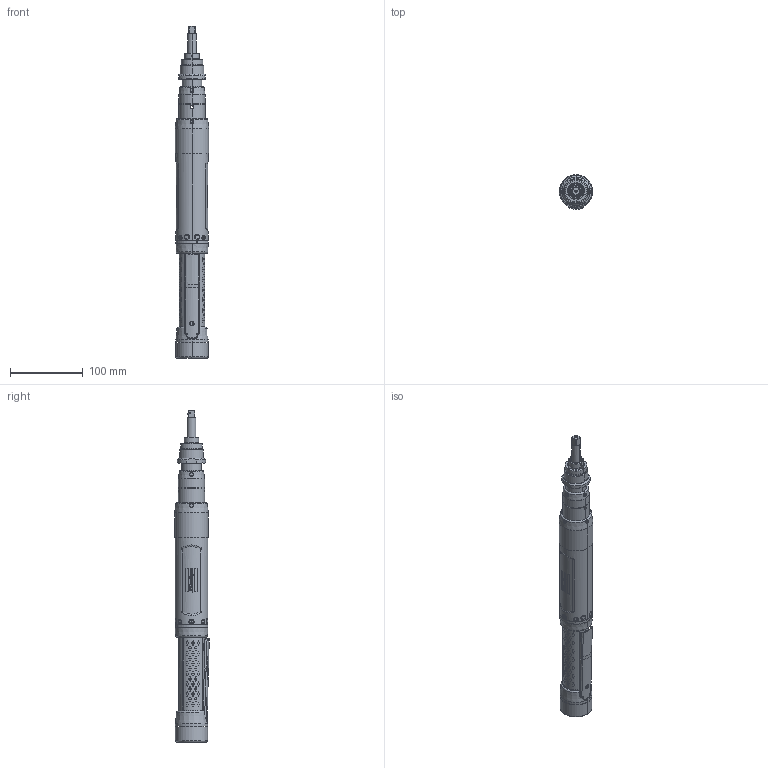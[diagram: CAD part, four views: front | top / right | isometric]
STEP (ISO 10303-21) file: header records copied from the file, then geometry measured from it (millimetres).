
FILE_DESCRIPTION((''),'2;1');
FILE_NAME('TMP132529_SW','2011-05-05T',('tooextcsr'),(''),'PRO/ENGINEER BY PARAMETRIC TECHNOLOGY CORPORATION, 2008310','PRO/ENGINEER BY PARAMETRIC TECHNOLOGY CORPORATION, 2008310','');
FILE_SCHEMA(('CONFIG_CONTROL_DESIGN', 'GEOMETRIC_VALIDATION_PROPERTIES_MIM'));
Length unit declared in the file: millimetre
Products named in the file (1): TMP132529_SW
Bounding box: 46 x 47.37 x 455.77 mm (x, y, z)
Surface area: 87607.1 mm2 (no closed solid volume)
Topology: 0 solids, 225 shells, 430 faces, 3122 edges, 2855 vertices
Faces by surface type: cylinder 150, plane 136, bspline 58, cone 55, torus 16, sphere 12, extrusion 3
Entity records: 41780 total; most frequent: CARTESIAN_POINT 21103, ORIENTED_EDGE 3516, EDGE_CURVE 3110, VERTEX_POINT 2855, B_SPLINE_CURVE_WITH_KNOTS 2192, DIRECTION 2113, AXIS2_PLACEMENT_3D 820, EDGE_LOOP 569
